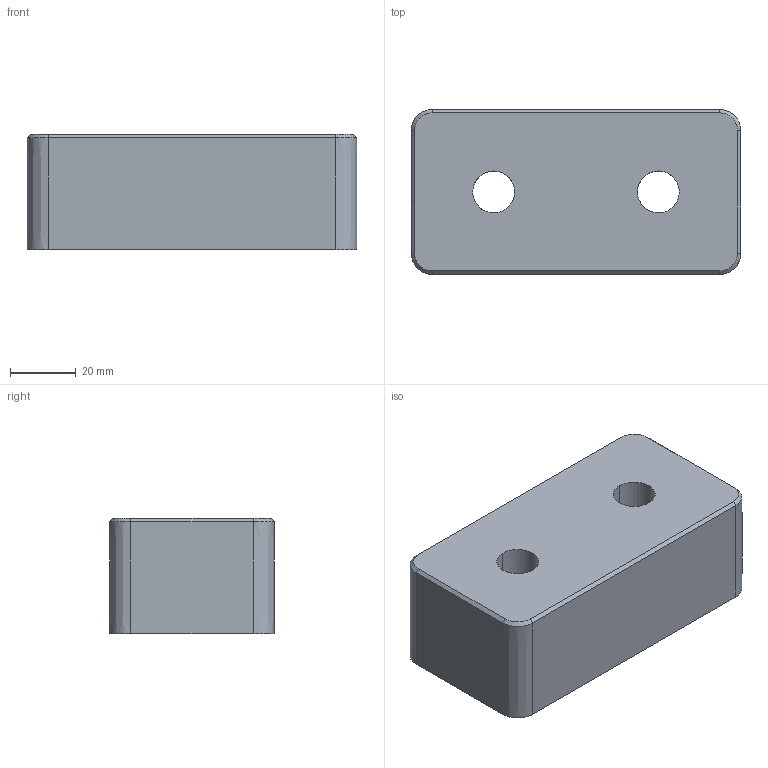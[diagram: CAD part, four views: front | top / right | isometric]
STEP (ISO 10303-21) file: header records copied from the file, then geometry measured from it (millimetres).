
FILE_DESCRIPTION(/* description */ (''),/* implementation_level */ '2;1');
FILE_NAME(/* name */ 'simple',/* time_stamp */ '2011-01-22T00:05:25+00:00',/* author */ (''),/* organization */ (''),/* preprocessor_version */ 'ST-DEVELOPER v10',/* originating_system */ '',/* authorisation */ '');
FILE_SCHEMA (('CONFIG_CONTROL_DESIGN'));
Length unit declared in the file: millimetre
Products named in the file (1): 1
Bounding box: 100 x 50 x 35 mm (x, y, z)
Volume: 164760.6 mm3; surface area: 22167.2 mm2
Topology: 1 solids, 1 shells, 22 faces, 52 edges, 32 vertices
Faces by surface type: bspline 16, plane 6
Entity records: 832 total; most frequent: CARTESIAN_POINT 420, ORIENTED_EDGE 104, EDGE_CURVE 52, VERTEX_POINT 32, B_SPLINE_CURVE_WITH_KNOTS 32, EDGE_LOOP 26, ADVANCED_FACE 22, FACE_OUTER_BOUND 22
